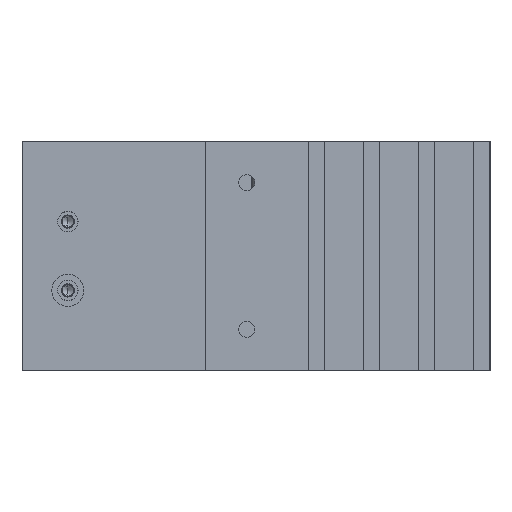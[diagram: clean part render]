
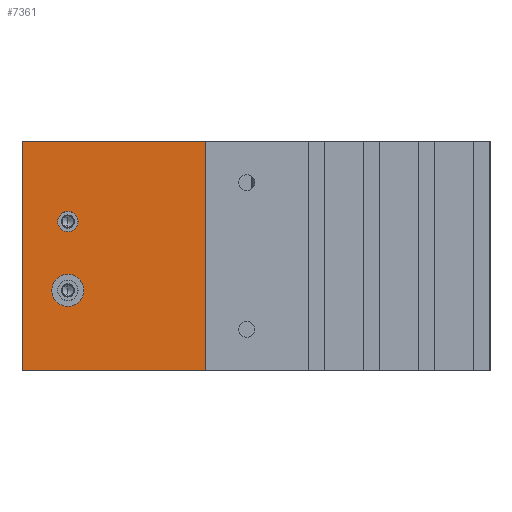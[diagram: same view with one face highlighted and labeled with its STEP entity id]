
A CAD part, left-side view. The second image highlights one B-rep face of the part: STEP entity #7361.
In plain terms, the highlighted planar face has unit normal (-1, 0, 0).
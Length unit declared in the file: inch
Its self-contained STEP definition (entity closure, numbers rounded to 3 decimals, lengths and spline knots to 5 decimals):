
#86 = ORIENTED_EDGE ( 'NONE', *, *, #10452, .F. ) ;
#157 = CARTESIAN_POINT ( 'NONE',  ( -0.5, 0.6, -0.22 ) ) ;
#317 = EDGE_CURVE ( 'NONE', #3564, #1650, #9580, .T. ) ;
#437 = DIRECTION ( 'NONE',  ( -1., 0., 0. ) ) ;
#643 = VECTOR ( 'NONE', #4046, 39.37008 ) ;
#851 = VECTOR ( 'NONE', #4538, 39.37008 ) ;
#1043 = EDGE_LOOP ( 'NONE', ( #5702, #6908 ) ) ;
#1135 = CARTESIAN_POINT ( 'NONE',  ( -0.5, 0.8, 0.5 ) ) ;
#1434 = CARTESIAN_POINT ( 'NONE',  ( -0.5, 0.6, 0.1055 ) ) ;
#1462 = CIRCLE ( 'NONE', #1665, 0.0445 ) ;
#1650 = VERTEX_POINT ( 'NONE', #7864 ) ;
#1665 = AXIS2_PLACEMENT_3D ( 'NONE', #3821, #437, #9197 ) ;
#1808 = VERTEX_POINT ( 'NONE', #8966 ) ;
#1973 = FACE_BOUND ( 'NONE', #1043, .T. ) ;
#2352 = ORIENTED_EDGE ( 'NONE', *, *, #317, .F. ) ;
#2739 = EDGE_CURVE ( 'NONE', #5389, #3531, #4458, .T. ) ;
#2843 = VERTEX_POINT ( 'NONE', #11028 ) ;
#3046 = DIRECTION ( 'NONE',  ( -1., 0., 0. ) ) ;
#3189 = CARTESIAN_POINT ( 'NONE',  ( -0.5, 0., -0.5 ) ) ;
#3531 = VERTEX_POINT ( 'NONE', #1434 ) ;
#3564 = VERTEX_POINT ( 'NONE', #10298 ) ;
#3650 = LINE ( 'NONE', #8895, #851 ) ;
#3718 = FACE_OUTER_BOUND ( 'NONE', #7227, .T. ) ;
#3803 = CIRCLE ( 'NONE', #7881, 0.07 ) ;
#3821 = CARTESIAN_POINT ( 'NONE',  ( -0.5, 0.6, 0.15 ) ) ;
#3886 = DIRECTION ( 'NONE',  ( 0., 0., 1. ) ) ;
#4046 = DIRECTION ( 'NONE',  ( 0., -1., 0. ) ) ;
#4115 = AXIS2_PLACEMENT_3D ( 'NONE', #4819, #10888, #6585 ) ;
#4255 = VECTOR ( 'NONE', #8864, 39.37008 ) ;
#4458 = CIRCLE ( 'NONE', #7446, 0.0445 ) ;
#4470 = DIRECTION ( 'NONE',  ( 0., 0., 1. ) ) ;
#4538 = DIRECTION ( 'NONE',  ( 0., 0., 1. ) ) ;
#4643 = EDGE_CURVE ( 'NONE', #8841, #1650, #3650, .T. ) ;
#4819 = CARTESIAN_POINT ( 'NONE',  ( -0.5, 0.8, 0.5 ) ) ;
#4855 = PLANE ( 'NONE',  #4115 ) ;
#4871 = DIRECTION ( 'NONE',  ( 0., 0., 1. ) ) ;
#5052 = ORIENTED_EDGE ( 'NONE', *, *, #10833, .F. ) ;
#5266 = EDGE_CURVE ( 'NONE', #1808, #7119, #5816, .T. ) ;
#5389 = VERTEX_POINT ( 'NONE', #9368 ) ;
#5702 = ORIENTED_EDGE ( 'NONE', *, *, #2739, .F. ) ;
#5731 = DIRECTION ( 'NONE',  ( 0., 0., 1. ) ) ;
#5816 = CIRCLE ( 'NONE', #7049, 0.07 ) ;
#6049 = FACE_BOUND ( 'NONE', #8861, .T. ) ;
#6383 = ORIENTED_EDGE ( 'NONE', *, *, #8848, .T. ) ;
#6579 = CARTESIAN_POINT ( 'NONE',  ( -0.5, 0.6, 0.15 ) ) ;
#6585 = DIRECTION ( 'NONE',  ( 0., 0., -1. ) ) ;
#6908 = ORIENTED_EDGE ( 'NONE', *, *, #6912, .F. ) ;
#6912 = EDGE_CURVE ( 'NONE', #3531, #5389, #1462, .T. ) ;
#7049 = AXIS2_PLACEMENT_3D ( 'NONE', #8384, #3046, #4871 ) ;
#7119 = VERTEX_POINT ( 'NONE', #157 ) ;
#7227 = EDGE_LOOP ( 'NONE', ( #10300, #2352, #86, #6383 ) ) ;
#7361 = ADVANCED_FACE ( 'NONE', ( #6049, #1973, #3718 ), #4855, .F. ) ;
#7446 = AXIS2_PLACEMENT_3D ( 'NONE', #6579, #8330, #3886 ) ;
#7864 = CARTESIAN_POINT ( 'NONE',  ( -0.5, 0., 0.5 ) ) ;
#7881 = AXIS2_PLACEMENT_3D ( 'NONE', #9691, #8892, #4470 ) ;
#8084 = LINE ( 'NONE', #8405, #643 ) ;
#8329 = LINE ( 'NONE', #9205, #9270 ) ;
#8330 = DIRECTION ( 'NONE',  ( -1., 0., 0. ) ) ;
#8384 = CARTESIAN_POINT ( 'NONE',  ( -0.5, 0.6, -0.15 ) ) ;
#8405 = CARTESIAN_POINT ( 'NONE',  ( -0.5, 0.8, -0.5 ) ) ;
#8841 = VERTEX_POINT ( 'NONE', #3189 ) ;
#8848 = EDGE_CURVE ( 'NONE', #2843, #8841, #8084, .T. ) ;
#8861 = EDGE_LOOP ( 'NONE', ( #9658, #5052 ) ) ;
#8864 = DIRECTION ( 'NONE',  ( 0., -1., 0. ) ) ;
#8892 = DIRECTION ( 'NONE',  ( -1., 0., 0. ) ) ;
#8895 = CARTESIAN_POINT ( 'NONE',  ( -0.5, 0., 0.5 ) ) ;
#8966 = CARTESIAN_POINT ( 'NONE',  ( -0.5, 0.6, -0.08 ) ) ;
#9197 = DIRECTION ( 'NONE',  ( 0., 0., 1. ) ) ;
#9205 = CARTESIAN_POINT ( 'NONE',  ( -0.5, 0.8, 0.5 ) ) ;
#9270 = VECTOR ( 'NONE', #5731, 39.37008 ) ;
#9368 = CARTESIAN_POINT ( 'NONE',  ( -0.5, 0.6, 0.1945 ) ) ;
#9580 = LINE ( 'NONE', #1135, #4255 ) ;
#9658 = ORIENTED_EDGE ( 'NONE', *, *, #5266, .F. ) ;
#9691 = CARTESIAN_POINT ( 'NONE',  ( -0.5, 0.6, -0.15 ) ) ;
#10298 = CARTESIAN_POINT ( 'NONE',  ( -0.5, 0.8, 0.5 ) ) ;
#10300 = ORIENTED_EDGE ( 'NONE', *, *, #4643, .T. ) ;
#10452 = EDGE_CURVE ( 'NONE', #2843, #3564, #8329, .T. ) ;
#10833 = EDGE_CURVE ( 'NONE', #7119, #1808, #3803, .T. ) ;
#10888 = DIRECTION ( 'NONE',  ( 1., 0., 0. ) ) ;
#11028 = CARTESIAN_POINT ( 'NONE',  ( -0.5, 0.8, -0.5 ) ) ;
